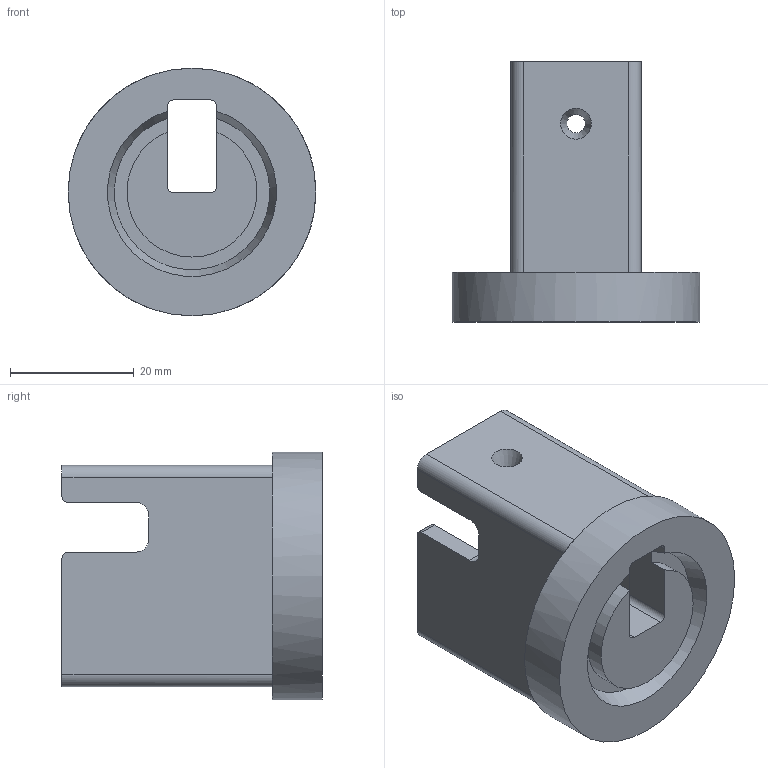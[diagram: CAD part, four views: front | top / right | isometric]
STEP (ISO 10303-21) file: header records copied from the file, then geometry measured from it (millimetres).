
FILE_DESCRIPTION(/* description */ (''),/* implementation_level */ '2;1');
FILE_NAME(/* name */ 'Disco sol_V6_x1.stp',/* time_stamp */ '2024-12-18T11:48:36Z',/* author */ ('patri'),/* organization */ (''),/* preprocessor_version */ 'ST-DEVELOPER v19.2',/* originating_system */ 'Autodesk Inventor 2024',/* authorisation */ '');
FILE_SCHEMA (('AUTOMOTIVE_DESIGN { 1 0 10303 214 3 1 1 }'));
Length unit declared in the file: millimetre
Products named in the file (1): Disco sol_V6_x1
Bounding box: 40 x 42 x 40 mm (x, y, z)
Volume: 18180 mm3; surface area: 10163.5 mm2
Topology: 1 solids, 1 shells, 93 faces, 252 edges, 160 vertices
Faces by surface type: plane 46, cylinder 35, torus 6, sphere 4, cone 2
Full cylindrical faces by diameter (mm): 40 x1
Entity records: 2996 total; most frequent: DIRECTION 530, CARTESIAN_POINT 510, ORIENTED_EDGE 504, EDGE_CURVE 252, AXIS2_PLACEMENT_3D 186, VERTEX_POINT 160, LINE 158, VECTOR 158
